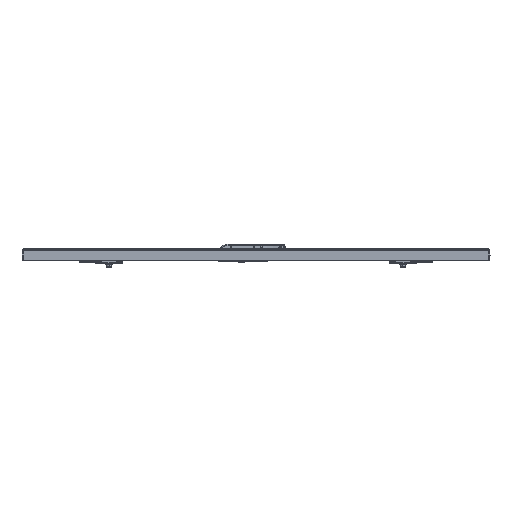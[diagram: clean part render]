
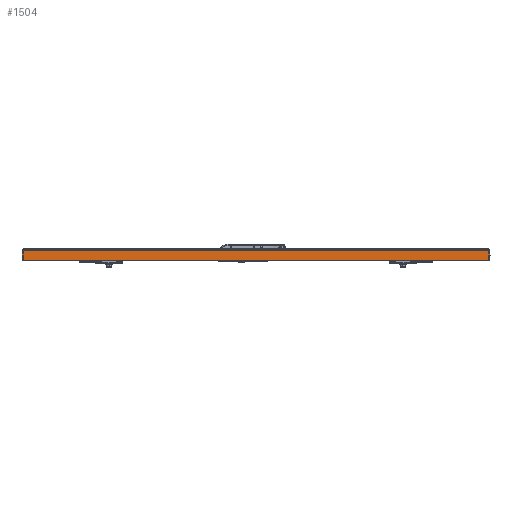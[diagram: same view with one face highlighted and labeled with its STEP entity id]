
A CAD part, left-side view. The second image highlights one B-rep face of the part: STEP entity #1504.
In plain terms, the highlighted planar face has unit normal (-1, 0, 0).
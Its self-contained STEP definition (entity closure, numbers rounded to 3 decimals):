
#1504 = ADVANCED_FACE ( 'NONE', ( #27810 ), #27144, .F. ) ;
#10749 = CARTESIAN_POINT ( 'NONE',  ( -397., 394.5, -3. ) ) ;
#10851 = CARTESIAN_POINT ( 'NONE',  ( -397., -394.5, -3. ) ) ;
#17490 = CARTESIAN_POINT ( 'NONE',  ( -397., -397.5, -3. ) ) ;
#17491 = CARTESIAN_POINT ( 'NONE',  ( -397., 0., -20. ) ) ;
#17492 = DIRECTION ( 'NONE',  ( 0., -1., 0. ) ) ;
#17502 = DIRECTION ( 'NONE',  ( 0., -1., 0. ) ) ;
#17504 = CARTESIAN_POINT ( 'NONE',  ( -397., 397.5, 0. ) ) ;
#17516 = CARTESIAN_POINT ( 'NONE',  ( -397., -397.5, 0. ) ) ;
#17519 = DIRECTION ( 'NONE',  ( 0., 0., 1. ) ) ;
#17529 = CARTESIAN_POINT ( 'NONE',  ( -397., -397.5, -3. ) ) ;
#17536 = DIRECTION ( 'NONE',  ( 0., 0., -1. ) ) ;
#17549 = DIRECTION ( 'NONE',  ( 0., -1., 0. ) ) ;
#17552 = CARTESIAN_POINT ( 'NONE',  ( -397., -397.5, -3. ) ) ;
#17555 = DIRECTION ( 'NONE',  ( 0., -1., 0. ) ) ;
#18420 = CARTESIAN_POINT ( 'NONE',  ( -397., 397.5, -3. ) ) ;
#18435 = CARTESIAN_POINT ( 'NONE',  ( -397., -397.5, -20. ) ) ;
#18479 = CARTESIAN_POINT ( 'NONE',  ( -397., -397.5, -3. ) ) ;
#18484 = CARTESIAN_POINT ( 'NONE',  ( -397., 397.5, -20. ) ) ;
#18991 = EDGE_LOOP ( 'NONE', ( #32391, #32392, #32393, #32394, #32395, #32396 ) ) ;
#24074 = LINE ( 'NONE', #17490, #24079 ) ;
#24079 = VECTOR ( 'NONE', #17492, 1000. ) ;
#24081 = LINE ( 'NONE', #17491, #24089 ) ;
#24089 = VECTOR ( 'NONE', #17502, 1000. ) ;
#24093 = LINE ( 'NONE', #17516, #24098 ) ;
#24098 = VECTOR ( 'NONE', #17519, 1000. ) ;
#24104 = LINE ( 'NONE', #17504, #24113 ) ;
#24106 = LINE ( 'NONE', #17529, #24126 ) ;
#24113 = VECTOR ( 'NONE', #17536, 1000. ) ;
#24123 = LINE ( 'NONE', #17552, #24130 ) ;
#24126 = VECTOR ( 'NONE', #17549, 1000. ) ;
#24130 = VECTOR ( 'NONE', #17555, 1000. ) ;
#24250 = AXIS2_PLACEMENT_3D ( 'NONE', #27137, #27146, #27147 ) ;
#27137 = CARTESIAN_POINT ( 'NONE',  ( -397., 0., 0. ) ) ;
#27144 = PLANE ( 'NONE',  #24250 ) ;
#27146 = DIRECTION ( 'NONE',  ( 1., 0., 0. ) ) ;
#27147 = DIRECTION ( 'NONE',  ( 0., 0., -1. ) ) ;
#27810 = FACE_OUTER_BOUND ( 'NONE', #18991, .T. ) ;
#30739 = VERTEX_POINT ( 'NONE', #10749 ) ;
#30799 = VERTEX_POINT ( 'NONE', #10851 ) ;
#32391 = ORIENTED_EDGE ( 'NONE', *, *, #40922, .F. ) ;
#32392 = ORIENTED_EDGE ( 'NONE', *, *, #40918, .T. ) ;
#32393 = ORIENTED_EDGE ( 'NONE', *, *, #40911, .T. ) ;
#32394 = ORIENTED_EDGE ( 'NONE', *, *, #40914, .T. ) ;
#32395 = ORIENTED_EDGE ( 'NONE', *, *, #40921, .F. ) ;
#32396 = ORIENTED_EDGE ( 'NONE', *, *, #40908, .F. ) ;
#36263 = VERTEX_POINT ( 'NONE', #18420 ) ;
#36291 = VERTEX_POINT ( 'NONE', #18435 ) ;
#36376 = VERTEX_POINT ( 'NONE', #18479 ) ;
#36384 = VERTEX_POINT ( 'NONE', #18484 ) ;
#40908 = EDGE_CURVE ( 'NONE', #30739, #30799, #24074, .T. ) ;
#40911 = EDGE_CURVE ( 'NONE', #36384, #36291, #24081, .T. ) ;
#40914 = EDGE_CURVE ( 'NONE', #36291, #36376, #24093, .T. ) ;
#40918 = EDGE_CURVE ( 'NONE', #36263, #36384, #24104, .T. ) ;
#40921 = EDGE_CURVE ( 'NONE', #30799, #36376, #24106, .T. ) ;
#40922 = EDGE_CURVE ( 'NONE', #36263, #30739, #24123, .T. ) ;
